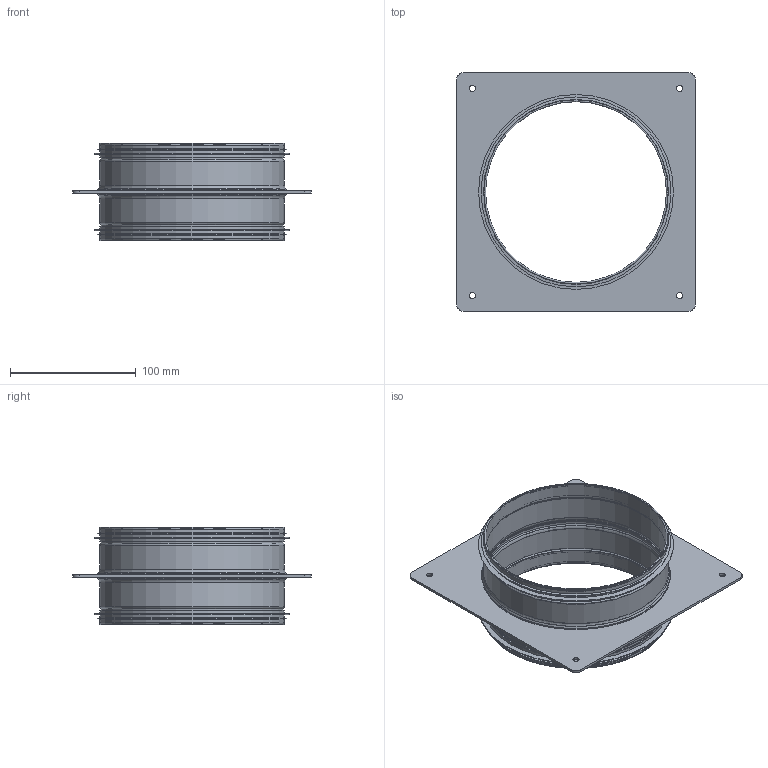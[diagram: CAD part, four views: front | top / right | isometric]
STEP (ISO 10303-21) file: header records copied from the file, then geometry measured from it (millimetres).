
FILE_DESCRIPTION(('STEP AP203'),'1');
FILE_NAME('V 4061020 SR 150 Maueranschlussstutzen.STP','2019-11-15T11:04:37',(' '),(' '),'Spatial InterOp 3D',' ',' ');
FILE_SCHEMA(('CONFIG_CONTROL_DESIGN'));
Length unit declared in the file: millimetre
Products named in the file (1): 1
Bounding box: 190 x 190 x 77.5 mm (x, y, z)
Volume: 72749.8 mm3; surface area: 126002.6 mm2
Topology: 1 solids, 3 shells, 82 faces, 176 edges, 102 vertices
Faces by surface type: cylinder 36, torus 22, cone 12, plane 12
Full cylindrical faces by diameter (mm): 144.1 x2, 145.3 x4, 146.1 x4, 147.3 x8, 151.3 x2, 155.3 x2
Entity records: 1954 total; most frequent: DIRECTION 372, CARTESIAN_POINT 297, ORIENTED_EDGE 232, AXIS2_PLACEMENT_3D 173, EDGE_LOOP 154, FACE_BOUND 128, EDGE_CURVE 116, VERTEX_POINT 98
